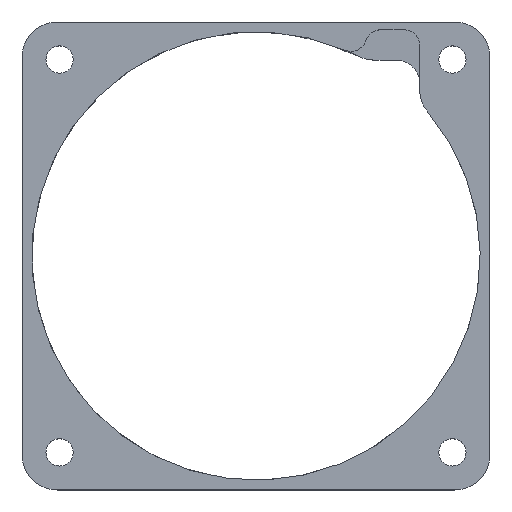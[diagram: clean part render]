
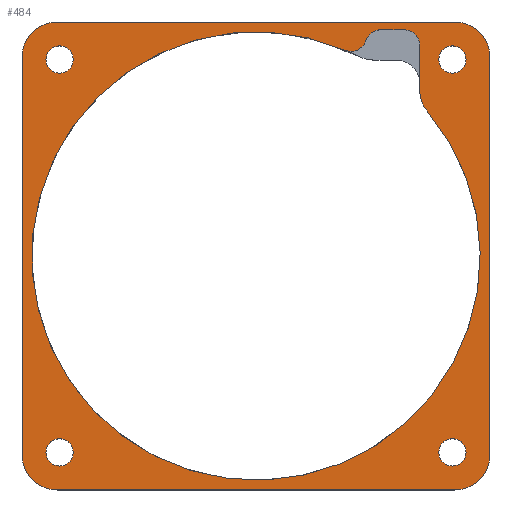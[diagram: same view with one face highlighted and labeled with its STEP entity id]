
A CAD part, top view. The second image highlights one B-rep face of the part: STEP entity #484.
In plain terms, the highlighted planar face has unit normal (0, 0, 1).
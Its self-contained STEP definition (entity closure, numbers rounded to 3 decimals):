
#20=FACE_BOUND('',#80,.T.);
#21=FACE_BOUND('',#81,.T.);
#22=FACE_BOUND('',#82,.T.);
#23=FACE_BOUND('',#83,.T.);
#24=FACE_BOUND('',#84,.T.);
#31=PLANE('',#547);
#49=FACE_OUTER_BOUND('',#79,.T.);
#79=EDGE_LOOP('',(#396,#397,#398,#399,#400,#401,#402,#403));
#80=EDGE_LOOP('',(#404,#405,#406,#407,#408,#409,#410));
#81=EDGE_LOOP('',(#411));
#82=EDGE_LOOP('',(#412));
#83=EDGE_LOOP('',(#413));
#84=EDGE_LOOP('',(#414));
#105=LINE('',#762,#143);
#116=LINE('',#808,#154);
#119=LINE('',#817,#157);
#121=LINE('',#821,#159);
#122=LINE('',#825,#160);
#123=LINE('',#829,#161);
#143=VECTOR('',#611,10.);
#154=VECTOR('',#658,10.);
#157=VECTOR('',#667,10.);
#159=VECTOR('',#671,10.);
#160=VECTOR('',#674,10.);
#161=VECTOR('',#677,10.);
#174=CIRCLE('',#514,28.75);
#180=CIRCLE('',#522,2.);
#181=CIRCLE('',#524,2.);
#182=CIRCLE('',#527,2.);
#184=CIRCLE('',#530,4.);
#194=CIRCLE('',#545,4.5);
#195=CIRCLE('',#548,4.5);
#196=CIRCLE('',#549,4.5);
#197=CIRCLE('',#550,4.5);
#198=CIRCLE('',#551,1.75);
#199=CIRCLE('',#552,1.75);
#200=CIRCLE('',#553,1.75);
#201=CIRCLE('',#554,1.75);
#207=VERTEX_POINT('',#730);
#208=VERTEX_POINT('',#732);
#216=VERTEX_POINT('',#752);
#217=VERTEX_POINT('',#756);
#218=VERTEX_POINT('',#760);
#219=VERTEX_POINT('',#764);
#221=VERTEX_POINT('',#770);
#236=VERTEX_POINT('',#810);
#237=VERTEX_POINT('',#811);
#238=VERTEX_POINT('',#816);
#239=VERTEX_POINT('',#820);
#240=VERTEX_POINT('',#822);
#241=VERTEX_POINT('',#824);
#242=VERTEX_POINT('',#826);
#243=VERTEX_POINT('',#828);
#244=VERTEX_POINT('',#831);
#245=VERTEX_POINT('',#833);
#246=VERTEX_POINT('',#835);
#247=VERTEX_POINT('',#837);
#254=EDGE_CURVE('',#208,#207,#174,.T.);
#265=EDGE_CURVE('',#216,#207,#180,.T.);
#267=EDGE_CURVE('',#217,#216,#181,.T.);
#269=EDGE_CURVE('',#217,#218,#105,.T.);
#271=EDGE_CURVE('',#219,#218,#182,.T.);
#273=EDGE_CURVE('',#208,#221,#184,.T.);
#292=EDGE_CURVE('',#219,#221,#116,.T.);
#293=EDGE_CURVE('',#236,#237,#194,.T.);
#296=EDGE_CURVE('',#238,#237,#119,.T.);
#298=EDGE_CURVE('',#236,#239,#121,.T.);
#299=EDGE_CURVE('',#240,#239,#195,.T.);
#300=EDGE_CURVE('',#240,#241,#122,.T.);
#301=EDGE_CURVE('',#242,#241,#196,.T.);
#302=EDGE_CURVE('',#242,#243,#123,.T.);
#303=EDGE_CURVE('',#238,#243,#197,.T.);
#304=EDGE_CURVE('',#244,#244,#198,.T.);
#305=EDGE_CURVE('',#245,#245,#199,.T.);
#306=EDGE_CURVE('',#246,#246,#200,.T.);
#307=EDGE_CURVE('',#247,#247,#201,.T.);
#396=ORIENTED_EDGE('',*,*,#293,.F.);
#397=ORIENTED_EDGE('',*,*,#298,.T.);
#398=ORIENTED_EDGE('',*,*,#299,.F.);
#399=ORIENTED_EDGE('',*,*,#300,.T.);
#400=ORIENTED_EDGE('',*,*,#301,.F.);
#401=ORIENTED_EDGE('',*,*,#302,.T.);
#402=ORIENTED_EDGE('',*,*,#303,.F.);
#403=ORIENTED_EDGE('',*,*,#296,.T.);
#404=ORIENTED_EDGE('',*,*,#265,.F.);
#405=ORIENTED_EDGE('',*,*,#267,.F.);
#406=ORIENTED_EDGE('',*,*,#269,.T.);
#407=ORIENTED_EDGE('',*,*,#271,.F.);
#408=ORIENTED_EDGE('',*,*,#292,.T.);
#409=ORIENTED_EDGE('',*,*,#273,.F.);
#410=ORIENTED_EDGE('',*,*,#254,.T.);
#411=ORIENTED_EDGE('',*,*,#304,.T.);
#412=ORIENTED_EDGE('',*,*,#305,.T.);
#413=ORIENTED_EDGE('',*,*,#306,.T.);
#414=ORIENTED_EDGE('',*,*,#307,.T.);
#484=ADVANCED_FACE('',(#49,#20,#21,#22,#23,#24),#31,.T.);
#514=AXIS2_PLACEMENT_3D('',#733,#580,#581);
#522=AXIS2_PLACEMENT_3D('',#754,#601,#602);
#524=AXIS2_PLACEMENT_3D('',#758,#606,#607);
#527=AXIS2_PLACEMENT_3D('',#766,#615,#616);
#530=AXIS2_PLACEMENT_3D('',#771,#621,#622);
#545=AXIS2_PLACEMENT_3D('',#812,#661,#662);
#547=AXIS2_PLACEMENT_3D('',#819,#669,#670);
#548=AXIS2_PLACEMENT_3D('',#823,#672,#673);
#549=AXIS2_PLACEMENT_3D('',#827,#675,#676);
#550=AXIS2_PLACEMENT_3D('',#830,#678,#679);
#551=AXIS2_PLACEMENT_3D('',#832,#680,#681);
#552=AXIS2_PLACEMENT_3D('',#834,#682,#683);
#553=AXIS2_PLACEMENT_3D('',#836,#684,#685);
#554=AXIS2_PLACEMENT_3D('',#838,#686,#687);
#580=DIRECTION('center_axis',(0.,0.,-1.));
#581=DIRECTION('ref_axis',(1.,0.,0.));
#601=DIRECTION('center_axis',(0.,0.,-1.));
#602=DIRECTION('ref_axis',(0.397,0.918,0.));
#606=DIRECTION('center_axis',(0.,0.,1.));
#607=DIRECTION('ref_axis',(-0.707,0.707,0.));
#611=DIRECTION('',(1.,0.,0.));
#615=DIRECTION('center_axis',(0.,0.,1.));
#616=DIRECTION('ref_axis',(0.707,0.707,0.));
#621=DIRECTION('center_axis',(0.,0.,-1.));
#622=DIRECTION('ref_axis',(-0.939,-0.344,0.));
#658=DIRECTION('',(0.,-1.,0.));
#661=DIRECTION('center_axis',(0.,0.,-1.));
#662=DIRECTION('ref_axis',(0.707,-0.707,0.));
#667=DIRECTION('',(1.,0.,0.));
#669=DIRECTION('center_axis',(0.,0.,1.));
#670=DIRECTION('ref_axis',(1.,0.,0.));
#671=DIRECTION('',(0.,1.,0.));
#672=DIRECTION('center_axis',(0.,0.,-1.));
#673=DIRECTION('ref_axis',(0.707,0.707,0.));
#674=DIRECTION('',(-1.,0.,0.));
#675=DIRECTION('center_axis',(0.,0.,-1.));
#676=DIRECTION('ref_axis',(-0.707,0.707,0.));
#677=DIRECTION('',(0.,-1.,0.));
#678=DIRECTION('center_axis',(0.,0.,-1.));
#679=DIRECTION('ref_axis',(-0.707,-0.707,0.));
#680=DIRECTION('center_axis',(0.,0.,-1.));
#681=DIRECTION('ref_axis',(1.,0.,0.));
#682=DIRECTION('center_axis',(0.,0.,-1.));
#683=DIRECTION('ref_axis',(1.,0.,0.));
#684=DIRECTION('center_axis',(0.,0.,-1.));
#685=DIRECTION('ref_axis',(1.,0.,0.));
#686=DIRECTION('center_axis',(0.,0.,-1.));
#687=DIRECTION('ref_axis',(1.,0.,0.));
#730=CARTESIAN_POINT('',(11.4,26.393,3.2));
#732=CARTESIAN_POINT('',(21.947,18.572,3.2));
#733=CARTESIAN_POINT('Origin',(0.,0.,3.2));
#752=CARTESIAN_POINT('',(14.097,27.615,3.2));
#754=CARTESIAN_POINT('Origin',(12.194,28.229,3.2));
#756=CARTESIAN_POINT('',(16.,29.,3.2));
#758=CARTESIAN_POINT('Origin',(16.,27.,3.2));
#760=CARTESIAN_POINT('',(19.,29.,3.2));
#762=CARTESIAN_POINT('',(7.,29.,3.2));
#764=CARTESIAN_POINT('',(21.,27.,3.2));
#766=CARTESIAN_POINT('Origin',(19.,27.,3.2));
#770=CARTESIAN_POINT('',(21.,21.156,3.2));
#771=CARTESIAN_POINT('Origin',(25.,21.156,3.2));
#808=CARTESIAN_POINT('',(21.,14.5,3.2));
#810=CARTESIAN_POINT('',(30.,-25.5,3.2));
#811=CARTESIAN_POINT('',(25.5,-30.,3.2));
#812=CARTESIAN_POINT('Origin',(25.5,-25.5,3.2));
#816=CARTESIAN_POINT('',(-25.5,-30.,3.2));
#817=CARTESIAN_POINT('',(30.,-30.,3.2));
#819=CARTESIAN_POINT('Origin',(0.,0.,3.2));
#820=CARTESIAN_POINT('',(30.,25.5,3.2));
#821=CARTESIAN_POINT('',(30.,30.,3.2));
#822=CARTESIAN_POINT('',(25.5,30.,3.2));
#823=CARTESIAN_POINT('Origin',(25.5,25.5,3.2));
#824=CARTESIAN_POINT('',(-25.5,30.,3.2));
#825=CARTESIAN_POINT('',(-30.,30.,3.2));
#826=CARTESIAN_POINT('',(-30.,25.5,3.2));
#827=CARTESIAN_POINT('Origin',(-25.5,25.5,3.2));
#828=CARTESIAN_POINT('',(-30.,-25.5,3.2));
#829=CARTESIAN_POINT('',(-30.,-30.,3.2));
#830=CARTESIAN_POINT('Origin',(-25.5,-25.5,3.2));
#831=CARTESIAN_POINT('',(-26.938,25.188,3.2));
#832=CARTESIAN_POINT('Origin',(-25.188,25.188,3.2));
#833=CARTESIAN_POINT('',(23.438,25.188,3.2));
#834=CARTESIAN_POINT('Origin',(25.188,25.188,3.2));
#835=CARTESIAN_POINT('',(-26.938,-25.188,3.2));
#836=CARTESIAN_POINT('Origin',(-25.188,-25.188,3.2));
#837=CARTESIAN_POINT('',(23.438,-25.188,3.2));
#838=CARTESIAN_POINT('Origin',(25.188,-25.188,3.2));
